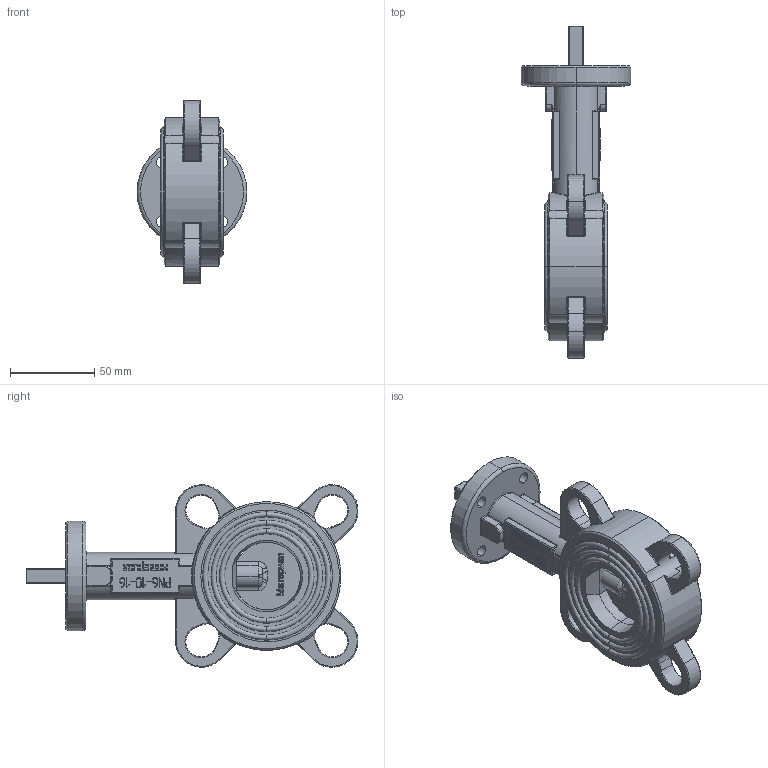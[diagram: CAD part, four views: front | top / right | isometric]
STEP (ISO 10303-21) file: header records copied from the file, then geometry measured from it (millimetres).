
FILE_DESCRIPTION (( 'STEP AP214' ), '1' );
FILE_NAME ('檗10.040.16.000 捘.STEP', '2022-05-30T07:08:37', ( '' ), ( '' ), 'SwSTEP 2.0', 'SolidWorks 2017', '' );
FILE_SCHEMA (( 'AUTOMOTIVE_DESIGN' ));
Length unit declared in the file: millimetre
Products named in the file (1): 檗10.040.16.000 捘
Bounding box: 65 x 196.51 x 108.05 mm (x, y, z)
Surface area: 53565 mm2 (no closed solid volume)
Topology: 0 solids, 7 shells, 734 faces, 2477 edges, 1674 vertices
Faces by surface type: plane 270, bspline 164, cylinder 161, torus 105, cone 26, sphere 8
Entity records: 42990 total; most frequent: CARTESIAN_POINT 15421, ORIENTED_EDGE 4149, DIRECTION 3394, EDGE_CURVE 2469, VERTEX_POINT 1674, LINE 1208, VECTOR 1208, AXIS2_PLACEMENT_3D 1093
